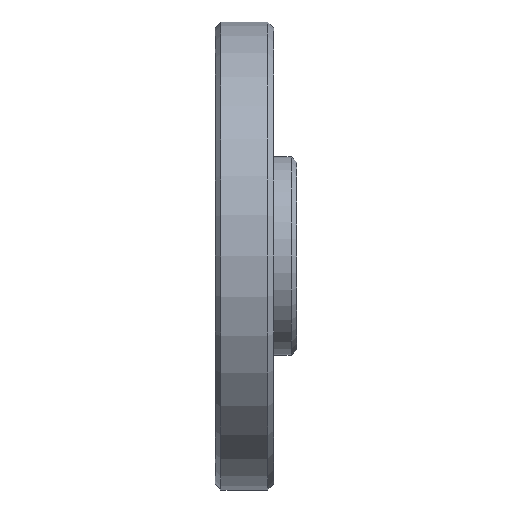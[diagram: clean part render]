
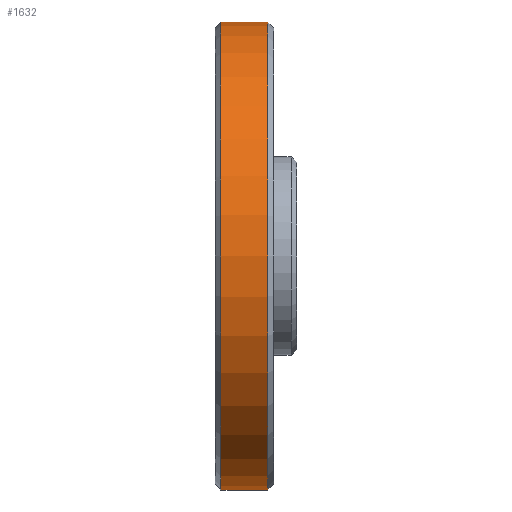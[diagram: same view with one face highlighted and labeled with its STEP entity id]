
A CAD part, left-side view. The second image highlights one B-rep face of the part: STEP entity #1632.
In plain terms, the highlighted cylindrical face has radius 40 mm (diameter 80 mm), a partial arc.
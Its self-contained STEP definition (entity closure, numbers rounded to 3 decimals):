
#77 = CARTESIAN_POINT ( 'NONE',  ( 0., 10., -40. ) ) ;
#598 = ORIENTED_EDGE ( 'NONE', *, *, #1327, .T. ) ;
#705 = VERTEX_POINT ( 'NONE', #3034 ) ;
#826 = VECTOR ( 'NONE', #2077, 1000. ) ;
#863 = CARTESIAN_POINT ( 'NONE',  ( 0., 1., 40. ) ) ;
#891 = ORIENTED_EDGE ( 'NONE', *, *, #1289, .T. ) ;
#965 = CIRCLE ( 'NONE', #1818, 40. ) ;
#1045 = VERTEX_POINT ( 'NONE', #1295 ) ;
#1072 = DIRECTION ( 'NONE',  ( 0., -1., 0. ) ) ;
#1289 = EDGE_CURVE ( 'NONE', #1045, #705, #2613, .T. ) ;
#1295 = CARTESIAN_POINT ( 'NONE',  ( 0., 9., 40. ) ) ;
#1327 = EDGE_CURVE ( 'NONE', #705, #3277, #1984, .T. ) ;
#1360 = CYLINDRICAL_SURFACE ( 'NONE', #2101, 40. ) ;
#1371 = DIRECTION ( 'NONE',  ( 0., 0., -1. ) ) ;
#1465 = EDGE_CURVE ( 'NONE', #1045, #1945, #3629, .T. ) ;
#1632 = ADVANCED_FACE ( 'NONE', ( #1752 ), #1360, .T. ) ;
#1720 = ORIENTED_EDGE ( 'NONE', *, *, #1465, .F. ) ;
#1752 = FACE_OUTER_BOUND ( 'NONE', #2128, .T. ) ;
#1818 = AXIS2_PLACEMENT_3D ( 'NONE', #2622, #3185, #3201 ) ;
#1930 = EDGE_CURVE ( 'NONE', #3277, #1945, #965, .T. ) ;
#1945 = VERTEX_POINT ( 'NONE', #863 ) ;
#1984 = LINE ( 'NONE', #77, #2661 ) ;
#2033 = CARTESIAN_POINT ( 'NONE',  ( 0., 1., -40. ) ) ;
#2077 = DIRECTION ( 'NONE',  ( 0., -1., 0. ) ) ;
#2101 = AXIS2_PLACEMENT_3D ( 'NONE', #3667, #1072, #1371 ) ;
#2128 = EDGE_LOOP ( 'NONE', ( #1720, #891, #598, #2233 ) ) ;
#2233 = ORIENTED_EDGE ( 'NONE', *, *, #1930, .T. ) ;
#2613 = CIRCLE ( 'NONE', #2726, 40. ) ;
#2622 = CARTESIAN_POINT ( 'NONE',  ( 0., 1., 0. ) ) ;
#2636 = DIRECTION ( 'NONE',  ( 0., 0., 1. ) ) ;
#2661 = VECTOR ( 'NONE', #3473, 1000. ) ;
#2695 = CARTESIAN_POINT ( 'NONE',  ( 0., 10., 40. ) ) ;
#2726 = AXIS2_PLACEMENT_3D ( 'NONE', #3177, #3457, #2636 ) ;
#3034 = CARTESIAN_POINT ( 'NONE',  ( 0., 9., -40. ) ) ;
#3177 = CARTESIAN_POINT ( 'NONE',  ( 0., 9., 0. ) ) ;
#3185 = DIRECTION ( 'NONE',  ( 0., 1., 0. ) ) ;
#3201 = DIRECTION ( 'NONE',  ( 0., 0., 1. ) ) ;
#3277 = VERTEX_POINT ( 'NONE', #2033 ) ;
#3457 = DIRECTION ( 'NONE',  ( 0., -1., 0. ) ) ;
#3473 = DIRECTION ( 'NONE',  ( 0., -1., 0. ) ) ;
#3629 = LINE ( 'NONE', #2695, #826 ) ;
#3667 = CARTESIAN_POINT ( 'NONE',  ( 0., 10., 0. ) ) ;
